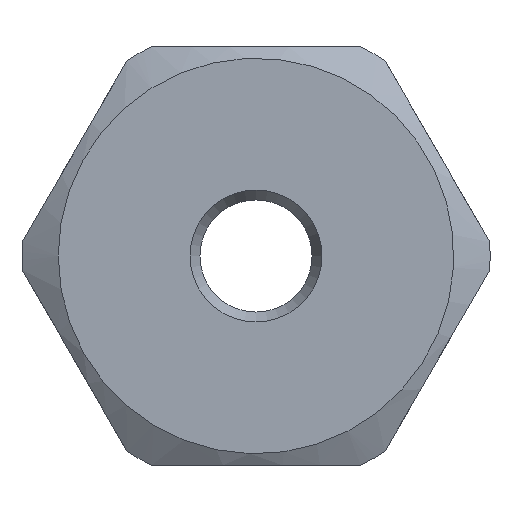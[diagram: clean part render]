
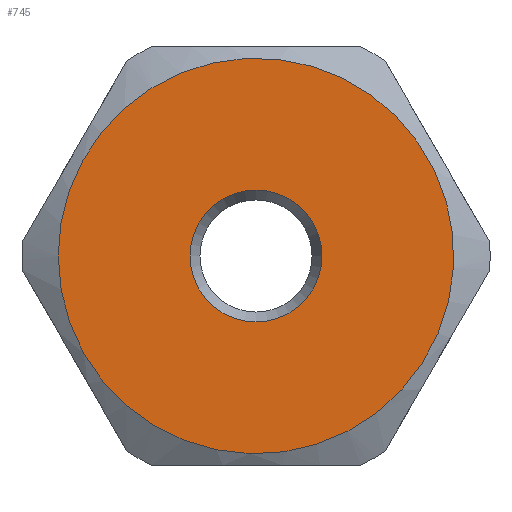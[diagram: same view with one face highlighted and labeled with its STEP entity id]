
A CAD part, left-side view. The second image highlights one B-rep face of the part: STEP entity #745.
In plain terms, the highlighted planar face has unit normal (-1, 0, 0).
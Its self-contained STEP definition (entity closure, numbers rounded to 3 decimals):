
#411=CARTESIAN_POINT('',(0.,3.0,0.));
#412=VERTEX_POINT('',#411);
#413=CARTESIAN_POINT('',(0.,0.,0.0));
#414=DIRECTION('',(1.0,0.0,0.0));
#415=DIRECTION('',(0.0,-1.0,0.0));
#416=AXIS2_PLACEMENT_3D('',#413,#414,#415);
#417=CIRCLE('',#416,3.0);
#418=EDGE_CURVE('',#412,#412,#417,.T.);
#622=CARTESIAN_POINT('',(0.,-1.0,0.0));
#623=VERTEX_POINT('',#622);
#624=CARTESIAN_POINT('',(0.,0.,0.0));
#625=DIRECTION('',(1.0,0.0,0.0));
#626=DIRECTION('',(0.0,-1.0,0.0));
#627=AXIS2_PLACEMENT_3D('',#624,#625,#626);
#628=CIRCLE('',#627,1.0);
#629=EDGE_CURVE('',#623,#623,#628,.T.);
#734=CARTESIAN_POINT('',(0.0,1.775,0.0));
#735=DIRECTION('',(-1.0,0.0,0.0));
#736=DIRECTION('',(0.0,0.0,1.0));
#737=AXIS2_PLACEMENT_3D('',#734,#735,#736);
#738=PLANE('',#737);
#739=ORIENTED_EDGE('',*,*,#418,.F.);
#740=EDGE_LOOP('',(#739));
#741=FACE_OUTER_BOUND('',#740,.T.);
#742=ORIENTED_EDGE('',*,*,#629,.T.);
#743=EDGE_LOOP('',(#742));
#744=FACE_BOUND('',#743,.T.);
#745=ADVANCED_FACE('',(#741,#744),#738,.T.);
